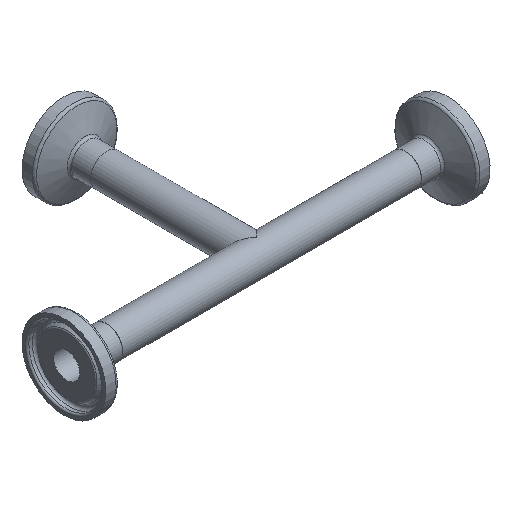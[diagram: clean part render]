
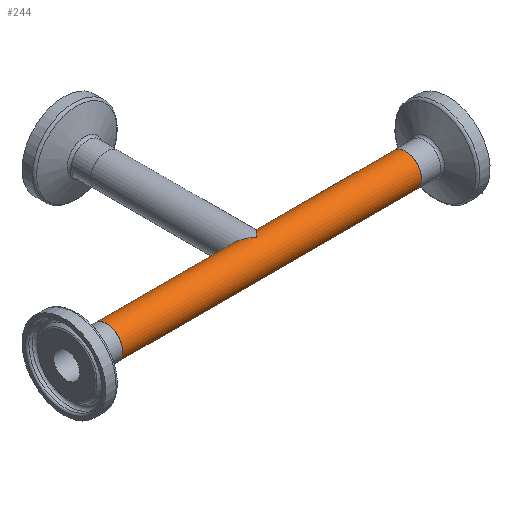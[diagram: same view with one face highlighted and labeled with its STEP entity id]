
A CAD part, isometric view. The second image highlights one B-rep face of the part: STEP entity #244.
In plain terms, the highlighted cylindrical face has radius 4.765 mm (diameter 9.53 mm), a full revolution.
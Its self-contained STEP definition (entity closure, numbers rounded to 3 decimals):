
#132=CARTESIAN_POINT('',(44.5,2.773,-3.875));
#133=VERTEX_POINT('',#132);
#134=CARTESIAN_POINT('',(44.5,2.773,-3.875));
#135=CARTESIAN_POINT('',(44.766,2.773,-3.875));
#136=CARTESIAN_POINT('',(45.029,2.812,-3.847));
#137=CARTESIAN_POINT('',(45.538,2.951,-3.742));
#138=CARTESIAN_POINT('',(45.784,3.049,-3.665));
#139=CARTESIAN_POINT('',(46.484,3.385,-3.367));
#140=CARTESIAN_POINT('',(46.903,3.661,-3.077));
#141=CARTESIAN_POINT('',(47.566,4.127,-2.414));
#142=CARTESIAN_POINT('',(47.861,4.356,-1.996));
#143=CARTESIAN_POINT('',(48.267,4.676,-1.046));
#144=CARTESIAN_POINT('',(48.375,4.765,-0.514));
#145=CARTESIAN_POINT('',(48.375,4.765,0.514));
#146=CARTESIAN_POINT('',(48.267,4.676,1.046));
#147=CARTESIAN_POINT('',(47.861,4.356,1.996));
#148=CARTESIAN_POINT('',(47.566,4.127,2.414));
#149=CARTESIAN_POINT('',(46.903,3.661,3.077));
#150=CARTESIAN_POINT('',(46.484,3.385,3.367));
#151=CARTESIAN_POINT('',(45.784,3.049,3.665));
#152=CARTESIAN_POINT('',(45.538,2.951,3.742));
#153=CARTESIAN_POINT('',(45.029,2.812,3.847));
#154=CARTESIAN_POINT('',(44.766,2.773,3.875));
#155=CARTESIAN_POINT('',(44.234,2.773,3.875));
#156=CARTESIAN_POINT('',(43.971,2.812,3.847));
#157=CARTESIAN_POINT('',(43.462,2.951,3.742));
#158=CARTESIAN_POINT('',(43.216,3.049,3.665));
#159=CARTESIAN_POINT('',(42.516,3.385,3.367));
#160=CARTESIAN_POINT('',(42.097,3.661,3.077));
#161=CARTESIAN_POINT('',(41.434,4.127,2.414));
#162=CARTESIAN_POINT('',(41.139,4.356,1.996));
#163=CARTESIAN_POINT('',(40.733,4.676,1.046));
#164=CARTESIAN_POINT('',(40.625,4.765,0.514));
#165=CARTESIAN_POINT('',(40.625,4.765,-0.514));
#166=CARTESIAN_POINT('',(40.733,4.676,-1.046));
#167=CARTESIAN_POINT('',(41.139,4.356,-1.996));
#168=CARTESIAN_POINT('',(41.434,4.127,-2.414));
#169=CARTESIAN_POINT('',(42.097,3.661,-3.077));
#170=CARTESIAN_POINT('',(42.516,3.385,-3.367));
#171=CARTESIAN_POINT('',(43.216,3.049,-3.665));
#172=CARTESIAN_POINT('',(43.462,2.951,-3.742));
#173=CARTESIAN_POINT('',(43.971,2.812,-3.847));
#174=CARTESIAN_POINT('',(44.234,2.773,-3.875));
#175=CARTESIAN_POINT('',(44.5,2.773,-3.875));
#176=B_SPLINE_CURVE_WITH_KNOTS('',3,(#134,#135,#136,#137,#138,#139,#140,#141,#142,#143,#144,#145,#146,#147,#148,#149,#150,#151,#152,#153,#154,#155,#156,#157,#158,#159,#160,#161,#162,#163,#164,#165,#166,#167,#168,#169,#170,#171,#172,#173,#174,#175),.UNSPECIFIED.,.T.,.U.,(4,2,2,2,2,2,2,2,2,2,2,2,2,2,2,2,2,2,2,2,4),(0.0,0.08,0.16,0.32,0.474,0.628,0.783,0.937,1.097,1.177,1.257,1.337,1.416,1.576,1.731,1.885,2.039,2.194,2.353,2.433,2.513),.UNSPECIFIED.);
#177=EDGE_CURVE('',#133,#133,#176,.T.);
#214=CARTESIAN_POINT('',(0.0,0.0,0.0));
#215=DIRECTION('',(1.0,0.0,0.0));
#216=DIRECTION('',(0.0,-1.0,0.0));
#217=AXIS2_PLACEMENT_3D('',#214,#215,#216);
#218=CYLINDRICAL_SURFACE('',#217,4.765);
#219=CARTESIAN_POINT('',(89.0,4.765,0.));
#220=VERTEX_POINT('',#219);
#221=CARTESIAN_POINT('',(89.0,0.0,0.0));
#222=DIRECTION('',(-1.0,0.0,0.0));
#223=DIRECTION('',(0.0,-1.0,0.0));
#224=AXIS2_PLACEMENT_3D('',#221,#222,#223);
#225=CIRCLE('',#224,4.765);
#226=EDGE_CURVE('',#220,#220,#225,.T.);
#227=ORIENTED_EDGE('',*,*,#226,.T.);
#228=EDGE_LOOP('',(#227));
#229=FACE_OUTER_BOUND('',#228,.T.);
#230=ORIENTED_EDGE('',*,*,#177,.T.);
#231=EDGE_LOOP('',(#230));
#232=FACE_BOUND('',#231,.T.);
#233=CARTESIAN_POINT('',(0.0,4.765,0.));
#234=VERTEX_POINT('',#233);
#235=CARTESIAN_POINT('',(0.0,0.0,0.0));
#236=DIRECTION('',(-1.0,0.0,0.0));
#237=DIRECTION('',(0.0,-1.0,0.0));
#238=AXIS2_PLACEMENT_3D('',#235,#236,#237);
#239=CIRCLE('',#238,4.765);
#240=EDGE_CURVE('',#234,#234,#239,.T.);
#241=ORIENTED_EDGE('',*,*,#240,.F.);
#242=EDGE_LOOP('',(#241));
#243=FACE_BOUND('',#242,.T.);
#244=ADVANCED_FACE('',(#229,#232,#243),#218,.T.);
